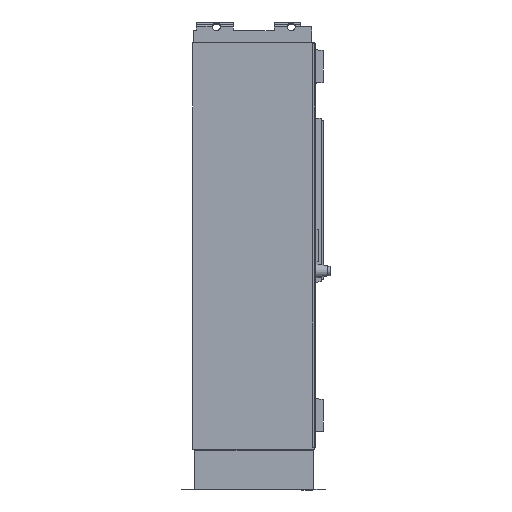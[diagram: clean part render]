
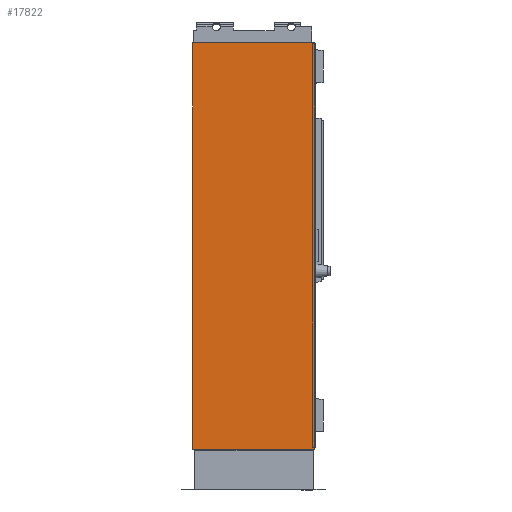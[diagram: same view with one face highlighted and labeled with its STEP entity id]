
A CAD part, left-side view. The second image highlights one B-rep face of the part: STEP entity #17822.
In plain terms, the highlighted planar face has unit normal (-1, 0, 0).
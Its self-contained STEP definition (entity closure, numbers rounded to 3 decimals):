
#14736=FACE_OUTER_BOUND('',#25467,.T.);
#17822=ADVANCED_FACE('',(#14736),#20167,.T.);
#20167=PLANE('',#69059);
#25467=EDGE_LOOP('',(#37062,#37063,#37064,#37065));
#37062=ORIENTED_EDGE('',*,*,#51813,.F.);
#37063=ORIENTED_EDGE('',*,*,#51811,.T.);
#37064=ORIENTED_EDGE('',*,*,#51814,.F.);
#37065=ORIENTED_EDGE('',*,*,#51815,.F.);
#45161=VERTEX_POINT('',#99073);
#45162=VERTEX_POINT('',#99075);
#45163=VERTEX_POINT('',#99079);
#45164=VERTEX_POINT('',#99081);
#51811=EDGE_CURVE('',#45162,#45161,#58289,.T.);
#51813=EDGE_CURVE('',#45162,#45163,#58291,.T.);
#51814=EDGE_CURVE('',#45164,#45161,#58292,.T.);
#51815=EDGE_CURVE('',#45163,#45164,#58293,.T.);
#58289=LINE('',#99074,#64610);
#58291=LINE('',#99078,#64612);
#58292=LINE('',#99080,#64613);
#58293=LINE('',#99082,#64614);
#64610=VECTOR('',#79659,1.);
#64612=VECTOR('',#79663,1.);
#64613=VECTOR('',#79664,1.);
#64614=VECTOR('',#79665,1.);
#69059=AXIS2_PLACEMENT_3D('',#99083,#79666,#79667);
#79659=DIRECTION('',(0.,0.,-1.));
#79663=DIRECTION('',(0.,-1.,0.));
#79664=DIRECTION('',(0.,1.,0.));
#79665=DIRECTION('',(0.,0.,-1.));
#79666=DIRECTION('',(-1.,0.,0.));
#79667=DIRECTION('',(0.,0.,1.));
#99073=CARTESIAN_POINT('',(-1750.,600.,-100.));
#99074=CARTESIAN_POINT('',(-1750.,600.,1932.5));
#99075=CARTESIAN_POINT('',(-1750.,600.,1899.5));
#99078=CARTESIAN_POINT('',(-1750.,600.,1899.5));
#99079=CARTESIAN_POINT('',(-1750.,0.,1899.5));
#99080=CARTESIAN_POINT('',(-1750.,600.,-100.));
#99081=CARTESIAN_POINT('',(-1750.,0.,-100.));
#99082=CARTESIAN_POINT('',(-1750.,0.,0.));
#99083=CARTESIAN_POINT('',(-1750.,300.,1932.5));
